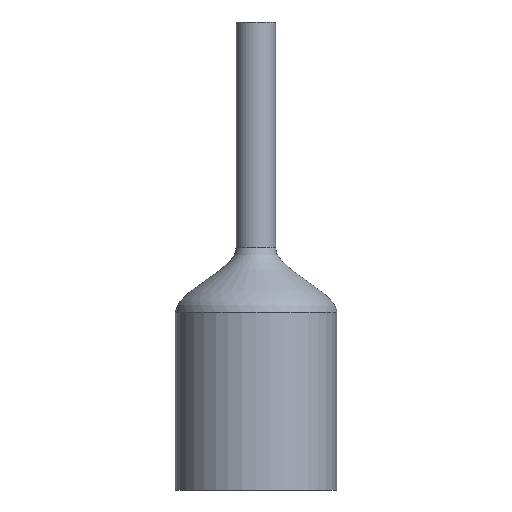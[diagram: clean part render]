
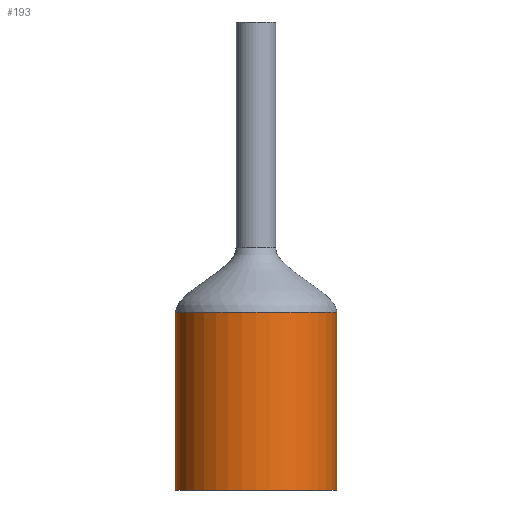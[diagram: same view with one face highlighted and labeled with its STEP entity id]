
A CAD part, front view. The second image highlights one B-rep face of the part: STEP entity #193.
In plain terms, the highlighted cylindrical face has radius 25 mm (diameter 50 mm), a full revolution.
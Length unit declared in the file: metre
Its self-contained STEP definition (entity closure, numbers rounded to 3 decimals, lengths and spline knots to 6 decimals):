
#19=CYLINDRICAL_SURFACE('',#260,0.025);
#28=CIRCLE('',#261,0.025);
#29=CIRCLE('',#262,0.025);
#58=ORIENTED_EDGE('',*,*,#87,.T.);
#59=ORIENTED_EDGE('',*,*,#88,.F.);
#87=EDGE_CURVE('',#104,#104,#28,.T.);
#88=EDGE_CURVE('',#105,#105,#29,.T.);
#104=VERTEX_POINT('',#915);
#105=VERTEX_POINT('',#917);
#128=EDGE_LOOP('',(#58));
#129=EDGE_LOOP('',(#59));
#162=FACE_BOUND('',#128,.T.);
#163=FACE_BOUND('',#129,.T.);
#193=ADVANCED_FACE('',(#162,#163),#19,.T.);
#260=AXIS2_PLACEMENT_3D('',#913,#302,#303);
#261=AXIS2_PLACEMENT_3D('',#914,#304,#305);
#262=AXIS2_PLACEMENT_3D('',#916,#306,#307);
#302=DIRECTION('',(0.,0.,1.));
#303=DIRECTION('',(1.,0.,0.));
#304=DIRECTION('',(0.,0.,1.));
#305=DIRECTION('',(1.,0.,0.));
#306=DIRECTION('',(0.,0.,1.));
#307=DIRECTION('',(1.,0.,0.));
#913=CARTESIAN_POINT('',(0.010312,0.000322,-0.055));
#914=CARTESIAN_POINT('',(0.010312,0.000322,-0.055));
#915=CARTESIAN_POINT('',(0.035312,0.000322,-0.055));
#916=CARTESIAN_POINT('',(0.010312,0.000322,0.));
#917=CARTESIAN_POINT('',(0.035312,0.000322,0.));
